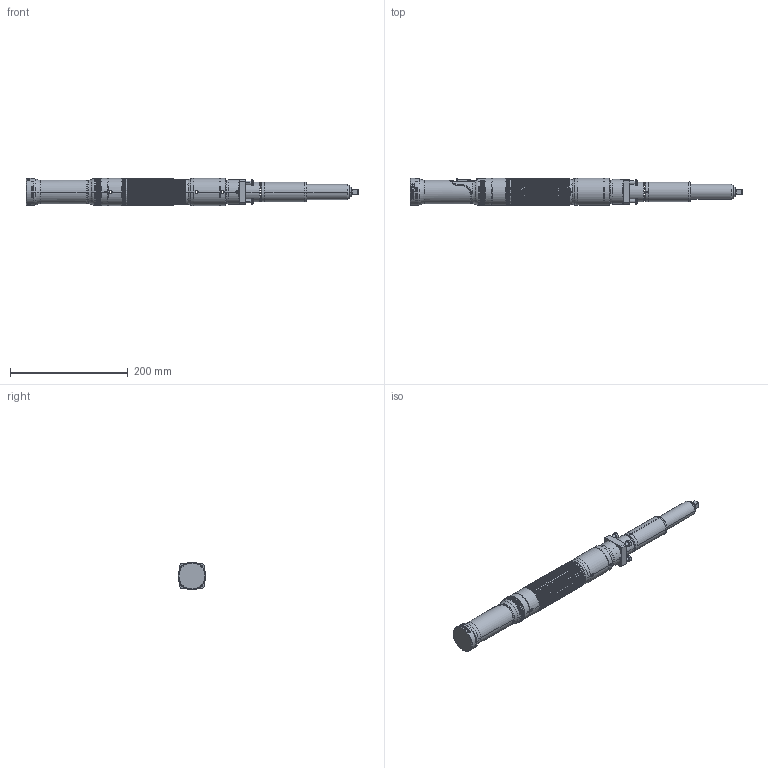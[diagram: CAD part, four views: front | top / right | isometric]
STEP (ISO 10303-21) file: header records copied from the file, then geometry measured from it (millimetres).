
FILE_DESCRIPTION((''),'2;1');
FILE_NAME('48ESE361ZB_SW','2011-01-07T',('BBFF4'),('COOPER TOOLS'),'PRO/ENGINEER BY PARAMETRIC TECHNOLOGY CORPORATION, 2009300','PRO/ENGINEER BY PARAMETRIC TECHNOLOGY CORPORATION, 2009300','');
FILE_SCHEMA(('CONFIG_CONTROL_DESIGN'));
Length unit declared in the file: inch
Products named in the file (1): 48ESE361ZB_SW
Bounding box: 564.1 x 46.87 x 47.24 mm (x, y, z)
Surface area: 101293.1 mm2 (no closed solid volume)
Topology: 0 solids, 59 shells, 675 faces, 2151 edges, 1494 vertices
Faces by surface type: cylinder 328, bspline 209, plane 49, extrusion 38, cone 29, torus 22
Entity records: 39443 total; most frequent: CARTESIAN_POINT 22977, ORIENTED_EDGE 3306, DIRECTION 2944, EDGE_CURVE 2151, VERTEX_POINT 1494, AXIS2_PLACEMENT_3D 1168, B_SPLINE_CURVE_WITH_KNOTS 879, CIRCLE 702
